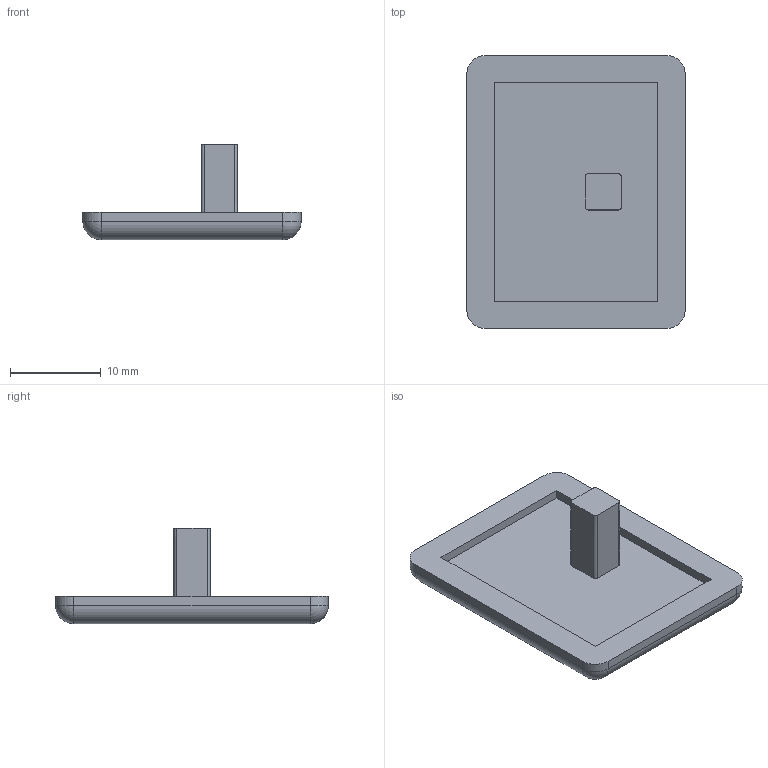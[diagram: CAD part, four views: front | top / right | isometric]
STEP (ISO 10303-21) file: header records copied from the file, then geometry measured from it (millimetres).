
FILE_DESCRIPTION(('STEP AP203'),'1');
FILE_NAME('BASE06E2979.stp','2023-10-02T12:14:35',(' '),(' '),'Spatial InterOp 3D',' ',' ');
FILE_SCHEMA(('CONFIG_CONTROL_DESIGN'));
Length unit declared in the file: millimetre
Products named in the file (1): Embout 6 30x24 noir
Bounding box: 24 x 30 x 10.5 mm (x, y, z)
Volume: 1763 mm3; surface area: 1869.5 mm2
Topology: 1 solids, 1 shells, 32 faces, 76 edges, 44 vertices
Faces by surface type: plane 16, cylinder 8, sphere 4, extrusion 4
Entity records: 1093 total; most frequent: CARTESIAN_POINT 206, ORIENTED_EDGE 144, DIRECTION 142, EDGE_CURVE 72, VECTOR 52, LINE 48, AXIS2_PLACEMENT_3D 45, VERTEX_POINT 44
